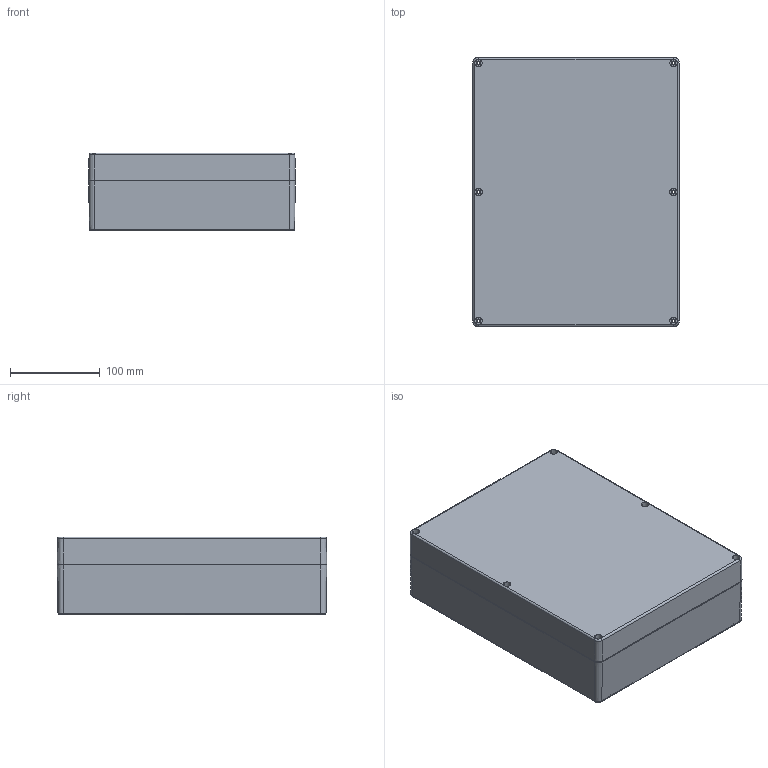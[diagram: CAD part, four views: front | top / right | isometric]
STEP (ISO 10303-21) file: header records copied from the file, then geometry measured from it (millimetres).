
FILE_DESCRIPTION (( 'STEP AP214' ), '1' );
FILE_NAME ('G2029.STEP', '2009-09-09T02:18:46', ( 'NEF User' ), ( 'NEF User' ), 'SwSTEP 2.0', 'SolidWorks 2009', '' );
FILE_SCHEMA (( 'AUTOMOTIVE_DESIGN' ));
Length unit declared in the file: millimetre
Products named in the file (1): G2029
Bounding box: 230 x 300 x 86.5 mm (x, y, z)
Volume: 810067.1 mm3; surface area: 480660.3 mm2
Topology: 2 solids, 2 shells, 492 faces, 1260 edges, 824 vertices
Faces by surface type: cylinder 201, plane 172, cone 111, torus 8
Entity records: 15307 total; most frequent: DIRECTION 2822, CARTESIAN_POINT 2735, ORIENTED_EDGE 2512, EDGE_CURVE 1256, AXIS2_PLACEMENT_3D 1107, VERTEX_POINT 824, CIRCLE 614, VECTOR 608
